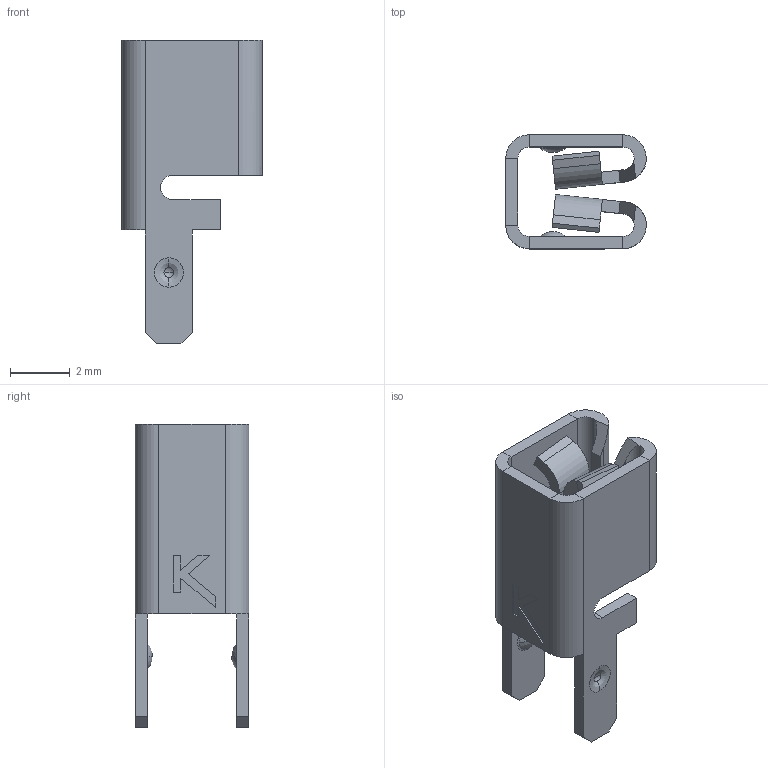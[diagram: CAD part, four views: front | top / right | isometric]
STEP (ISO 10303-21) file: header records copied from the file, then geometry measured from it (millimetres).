
FILE_DESCRIPTION(('FreeCAD Model'),'2;1');
FILE_NAME('3557.step','2018-03-08T07:49:33',('kicad StepUp' ),('ksu MCAD'),'Open CASCADE STEP processor 6.8','FreeCAD','Unknown' );
FILE_SCHEMA(('AUTOMOTIVE_DESIGN_CC2 { 1 2 10303 214 -1 1 5 4 }'));
Length unit declared in the file: millimetre
Products named in the file (2): ASSEMBLY; 3557
Assembly tree (1 placements, depth 2):
  ASSEMBLY
    3557
Bounding box: 4.7 x 3.81 x 10.16 mm (x, y, z)
Volume: 43.1 mm3; surface area: 245.6 mm2
Topology: 1 solids, 1 shells, 111 faces, 272 edges, 168 vertices
Faces by surface type: plane 78, cylinder 17, sphere 8, torus 4, revolution 4
Entity records: 4051 total; most frequent: CARTESIAN_POINT 589, DIRECTION 564, ORIENTED_EDGE 544, EDGE_CURVE 272, LINE 194, VECTOR 194, AXIS2_PLACEMENT_3D 183, VERTEX_POINT 168
